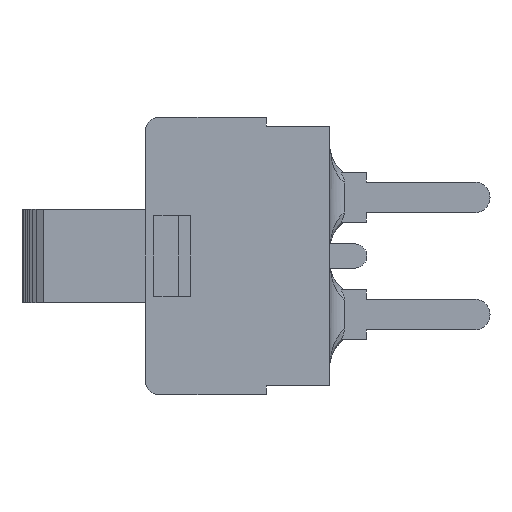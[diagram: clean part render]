
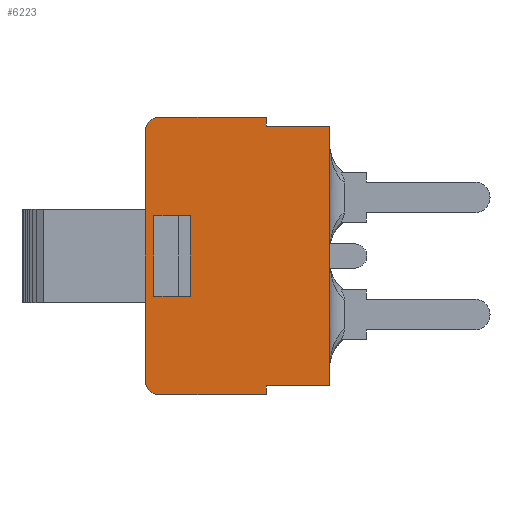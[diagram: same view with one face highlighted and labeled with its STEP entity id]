
A CAD part, left-side view. The second image highlights one B-rep face of the part: STEP entity #6223.
In plain terms, the highlighted planar face has unit normal (-1, 0, 0).
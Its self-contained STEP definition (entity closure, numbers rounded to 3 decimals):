
#67 = ORIENTED_EDGE ( 'NONE', *, *, #3250, .T. ) ;
#143 = ORIENTED_EDGE ( 'NONE', *, *, #1967, .T. ) ;
#273 = CARTESIAN_POINT ( 'NONE',  ( -6.35, -5.715, 2.62 ) ) ;
#297 = AXIS2_PLACEMENT_3D ( 'NONE', #1586, #8282, #970 ) ;
#354 = LINE ( 'NONE', #4316, #8257 ) ;
#439 = CARTESIAN_POINT ( 'NONE',  ( -6.35, -5.355, 0. ) ) ;
#485 = DIRECTION ( 'NONE',  ( 0., 0., 1. ) ) ;
#554 = CARTESIAN_POINT ( 'NONE',  ( -6.35, -1.65, 5.76 ) ) ;
#664 = DIRECTION ( 'NONE',  ( 0., 0., 1. ) ) ;
#704 = VERTEX_POINT ( 'NONE', #3676 ) ;
#950 = DIRECTION ( 'NONE',  ( 0., 0., 1. ) ) ;
#970 = DIRECTION ( 'NONE',  ( 0., -0.707, 0.707 ) ) ;
#1006 = DIRECTION ( 'NONE',  ( 0., 0., 1. ) ) ;
#1012 = AXIS2_PLACEMENT_3D ( 'NONE', #4188, #4848, #4092 ) ;
#1049 = CARTESIAN_POINT ( 'NONE',  ( -6.35, -5.715, 2.62 ) ) ;
#1094 = ORIENTED_EDGE ( 'NONE', *, *, #1817, .F. ) ;
#1197 = CARTESIAN_POINT ( 'NONE',  ( -6.35, 5.355, 2.62 ) ) ;
#1414 = VERTEX_POINT ( 'NONE', #8581 ) ;
#1430 = CARTESIAN_POINT ( 'NONE',  ( -6.35, 5.715, 2.62 ) ) ;
#1439 = FACE_OUTER_BOUND ( 'NONE', #7961, .T. ) ;
#1568 = VERTEX_POINT ( 'NONE', #2670 ) ;
#1586 = CARTESIAN_POINT ( 'NONE',  ( -6.35, -5.155, 7.06 ) ) ;
#1675 = CARTESIAN_POINT ( 'NONE',  ( -6.35, 5.715, 7.06 ) ) ;
#1698 = EDGE_CURVE ( 'NONE', #5565, #704, #5678, .T. ) ;
#1817 = EDGE_CURVE ( 'NONE', #6350, #2496, #8527, .T. ) ;
#1878 = DIRECTION ( 'NONE',  ( 0., 1., 0. ) ) ;
#1884 = LINE ( 'NONE', #4498, #4896 ) ;
#1945 = ORIENTED_EDGE ( 'NONE', *, *, #6357, .T. ) ;
#1967 = EDGE_CURVE ( 'NONE', #4429, #4962, #5581, .T. ) ;
#2014 = VECTOR ( 'NONE', #7755, 1000. ) ;
#2147 = ORIENTED_EDGE ( 'NONE', *, *, #1698, .F. ) ;
#2201 = CIRCLE ( 'NONE', #7732, 0.56 ) ;
#2230 = LINE ( 'NONE', #7573, #5046 ) ;
#2340 = CARTESIAN_POINT ( 'NONE',  ( -6.35, 5.355, 0. ) ) ;
#2496 = VERTEX_POINT ( 'NONE', #4013 ) ;
#2558 = ORIENTED_EDGE ( 'NONE', *, *, #4660, .T. ) ;
#2564 = CARTESIAN_POINT ( 'NONE',  ( -6.35, 1.65, 7.26 ) ) ;
#2670 = CARTESIAN_POINT ( 'NONE',  ( -6.35, -1.65, 7.26 ) ) ;
#2835 = ORIENTED_EDGE ( 'NONE', *, *, #7816, .T. ) ;
#2836 = PLANE ( 'NONE',  #1012 ) ;
#2869 = ORIENTED_EDGE ( 'NONE', *, *, #7856, .T. ) ;
#2962 = CARTESIAN_POINT ( 'NONE',  ( -6.35, -5.155, 7.62 ) ) ;
#2986 = VERTEX_POINT ( 'NONE', #2564 ) ;
#3009 = CARTESIAN_POINT ( 'NONE',  ( -6.35, -1.65, 7.26 ) ) ;
#3146 = VECTOR ( 'NONE', #1878, 1000. ) ;
#3201 = VECTOR ( 'NONE', #8310, 1000. ) ;
#3250 = EDGE_CURVE ( 'NONE', #8080, #1414, #7946, .T. ) ;
#3303 = CARTESIAN_POINT ( 'NONE',  ( -6.35, 5.155, 7.06 ) ) ;
#3474 = CARTESIAN_POINT ( 'NONE',  ( -6.35, -5.715, 7.06 ) ) ;
#3676 = CARTESIAN_POINT ( 'NONE',  ( -6.35, -5.355, 2.62 ) ) ;
#3733 = VERTEX_POINT ( 'NONE', #1197 ) ;
#3907 = DIRECTION ( 'NONE',  ( 1., 0., 0. ) ) ;
#4013 = CARTESIAN_POINT ( 'NONE',  ( -6.35, 5.355, 0. ) ) ;
#4015 = VERTEX_POINT ( 'NONE', #1675 ) ;
#4092 = DIRECTION ( 'NONE',  ( 0., 0., 1. ) ) ;
#4188 = CARTESIAN_POINT ( 'NONE',  ( -6.35, -6.287, -0.381 ) ) ;
#4221 = ORIENTED_EDGE ( 'NONE', *, *, #7629, .F. ) ;
#4309 = EDGE_LOOP ( 'NONE', ( #2869, #67, #2835, #5284 ) ) ;
#4316 = CARTESIAN_POINT ( 'NONE',  ( -6.35, -5.715, 2.62 ) ) ;
#4429 = VERTEX_POINT ( 'NONE', #2962 ) ;
#4481 = EDGE_CURVE ( 'NONE', #5565, #4662, #354, .T. ) ;
#4486 = VECTOR ( 'NONE', #7269, 1000. ) ;
#4498 = CARTESIAN_POINT ( 'NONE',  ( -6.35, 5.715, 2.62 ) ) ;
#4660 = EDGE_CURVE ( 'NONE', #6350, #704, #6261, .T. ) ;
#4662 = VERTEX_POINT ( 'NONE', #3474 ) ;
#4827 = EDGE_CURVE ( 'NONE', #2496, #3733, #7107, .T. ) ;
#4848 = DIRECTION ( 'NONE',  ( -1., 0., 0. ) ) ;
#4896 = VECTOR ( 'NONE', #664, 1000. ) ;
#4962 = VERTEX_POINT ( 'NONE', #5253 ) ;
#5009 = DIRECTION ( 'NONE',  ( 0., -1., 0. ) ) ;
#5032 = ORIENTED_EDGE ( 'NONE', *, *, #4827, .F. ) ;
#5046 = VECTOR ( 'NONE', #5009, 1000. ) ;
#5177 = EDGE_CURVE ( 'NONE', #8452, #4015, #1884, .T. ) ;
#5253 = CARTESIAN_POINT ( 'NONE',  ( -6.35, 5.155, 7.62 ) ) ;
#5284 = ORIENTED_EDGE ( 'NONE', *, *, #7306, .F. ) ;
#5429 = EDGE_CURVE ( 'NONE', #4429, #4662, #8218, .T. ) ;
#5565 = VERTEX_POINT ( 'NONE', #273 ) ;
#5581 = LINE ( 'NONE', #8182, #3201 ) ;
#5678 = LINE ( 'NONE', #1049, #8245 ) ;
#5683 = DIRECTION ( 'NONE',  ( 0., 0., -1. ) ) ;
#5844 = CARTESIAN_POINT ( 'NONE',  ( -6.35, -1.65, 7.26 ) ) ;
#5962 = DIRECTION ( 'NONE',  ( 0., 1., 0. ) ) ;
#6223 = ADVANCED_FACE ( 'NONE', ( #1439, #8003 ), #2836, .T. ) ;
#6261 = LINE ( 'NONE', #6909, #7411 ) ;
#6273 = ORIENTED_EDGE ( 'NONE', *, *, #5177, .F. ) ;
#6318 = ORIENTED_EDGE ( 'NONE', *, *, #4481, .T. ) ;
#6327 = LINE ( 'NONE', #8406, #7632 ) ;
#6350 = VERTEX_POINT ( 'NONE', #8230 ) ;
#6357 = EDGE_CURVE ( 'NONE', #8452, #3733, #2230, .T. ) ;
#6564 = DIRECTION ( 'NONE',  ( 0., 0.707, 0.707 ) ) ;
#6909 = CARTESIAN_POINT ( 'NONE',  ( -6.35, -5.355, 0. ) ) ;
#6934 = VECTOR ( 'NONE', #5962, 1000. ) ;
#7091 = LINE ( 'NONE', #3009, #7648 ) ;
#7107 = LINE ( 'NONE', #2340, #2014 ) ;
#7133 = CARTESIAN_POINT ( 'NONE',  ( -6.35, -1.65, 5.76 ) ) ;
#7180 = LINE ( 'NONE', #5844, #3146 ) ;
#7269 = DIRECTION ( 'NONE',  ( 0., 1., 0. ) ) ;
#7306 = EDGE_CURVE ( 'NONE', #1568, #2986, #7180, .T. ) ;
#7411 = VECTOR ( 'NONE', #950, 1000. ) ;
#7573 = CARTESIAN_POINT ( 'NONE',  ( -6.35, 5.715, 2.62 ) ) ;
#7629 = EDGE_CURVE ( 'NONE', #4015, #4962, #2201, .T. ) ;
#7632 = VECTOR ( 'NONE', #485, 1000. ) ;
#7648 = VECTOR ( 'NONE', #5683, 1000. ) ;
#7732 = AXIS2_PLACEMENT_3D ( 'NONE', #3303, #3907, #6564 ) ;
#7755 = DIRECTION ( 'NONE',  ( 0., 0., 1. ) ) ;
#7816 = EDGE_CURVE ( 'NONE', #1414, #2986, #6327, .T. ) ;
#7856 = EDGE_CURVE ( 'NONE', #1568, #8080, #7091, .T. ) ;
#7946 = LINE ( 'NONE', #554, #6934 ) ;
#7961 = EDGE_LOOP ( 'NONE', ( #2147, #6318, #8139, #143, #4221, #6273, #1945, #5032, #1094, #2558 ) ) ;
#8003 = FACE_BOUND ( 'NONE', #4309, .T. ) ;
#8080 = VERTEX_POINT ( 'NONE', #7133 ) ;
#8139 = ORIENTED_EDGE ( 'NONE', *, *, #5429, .F. ) ;
#8182 = CARTESIAN_POINT ( 'NONE',  ( -6.35, -5.155, 7.62 ) ) ;
#8218 = CIRCLE ( 'NONE', #297, 0.56 ) ;
#8230 = CARTESIAN_POINT ( 'NONE',  ( -6.35, -5.355, 0. ) ) ;
#8245 = VECTOR ( 'NONE', #8320, 1000. ) ;
#8257 = VECTOR ( 'NONE', #1006, 1000. ) ;
#8282 = DIRECTION ( 'NONE',  ( 1., 0., 0. ) ) ;
#8310 = DIRECTION ( 'NONE',  ( 0., 1., 0. ) ) ;
#8320 = DIRECTION ( 'NONE',  ( 0., 1., 0. ) ) ;
#8406 = CARTESIAN_POINT ( 'NONE',  ( -6.35, 1.65, 5.76 ) ) ;
#8452 = VERTEX_POINT ( 'NONE', #1430 ) ;
#8527 = LINE ( 'NONE', #439, #4486 ) ;
#8581 = CARTESIAN_POINT ( 'NONE',  ( -6.35, 1.65, 5.76 ) ) ;
